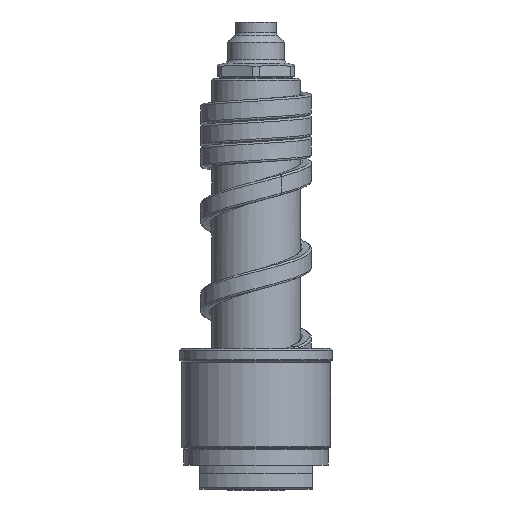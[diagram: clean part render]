
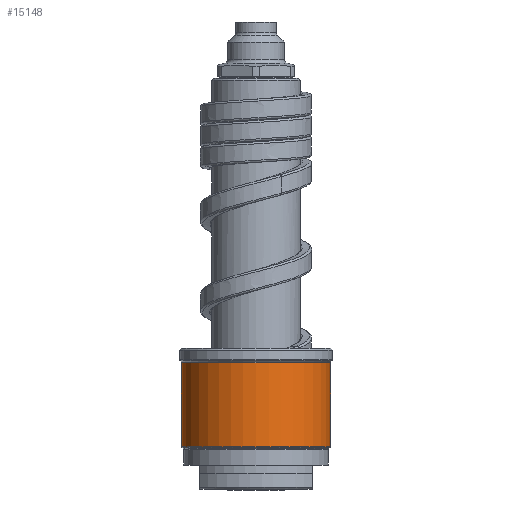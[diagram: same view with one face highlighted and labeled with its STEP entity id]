
A CAD part, front view. The second image highlights one B-rep face of the part: STEP entity #15148.
In plain terms, the highlighted cylindrical face has radius 18.5 mm (diameter 37 mm), a partial arc.
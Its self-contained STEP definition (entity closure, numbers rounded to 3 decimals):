
#5621=CARTESIAN_POINT('',(0.,0.,10.583));
#5622=DIRECTION('',(0.,0.,1.));
#5623=DIRECTION('',(-1.,0.,0.));
#5624=AXIS2_PLACEMENT_3D('',#5621,#5622,#5623);
#5626=DIRECTION('',(0.,0.,-1.));
#5627=VECTOR('',#5626,20.834);
#5628=CARTESIAN_POINT('',(-18.5,0.,31.417));
#5629=LINE('',#5628,#5627);
#5630=CARTESIAN_POINT('',(0.,0.,31.417));
#5631=DIRECTION('',(0.,0.,1.));
#5632=DIRECTION('',(-1.,0.,0.));
#5633=AXIS2_PLACEMENT_3D('',#5630,#5631,#5632);
#5635=DIRECTION('',(0.,0.,-1.));
#5636=VECTOR('',#5635,20.834);
#5637=CARTESIAN_POINT('',(18.5,0.,31.417));
#5638=LINE('',#5637,#5636);
#5963=CARTESIAN_POINT('',(18.5,0.,31.417));
#5964=CARTESIAN_POINT('',(-18.5,0.,31.417));
#5965=VERTEX_POINT('',#5963);
#5966=VERTEX_POINT('',#5964);
#5989=CARTESIAN_POINT('',(18.5,0.,10.583));
#5990=VERTEX_POINT('',#5989);
#5991=CARTESIAN_POINT('',(-18.5,0.,10.583));
#5992=VERTEX_POINT('',#5991);
#15136=CARTESIAN_POINT('',(0.,0.,8.75));
#15137=DIRECTION('',(0.,0.,1.));
#15138=DIRECTION('',(-1.,0.,0.));
#15139=AXIS2_PLACEMENT_3D('',#15136,#15137,#15138);
#15140=CYLINDRICAL_SURFACE('',#15139,18.5);
#15141=ORIENTED_EDGE('',*,*,#13365,.F.);
#15142=ORIENTED_EDGE('',*,*,#13346,.F.);
#15144=ORIENTED_EDGE('',*,*,#15143,.T.);
#15145=ORIENTED_EDGE('',*,*,#13342,.T.);
#15146=EDGE_LOOP('',(#15141,#15142,#15144,#15145));
#15147=FACE_OUTER_BOUND('',#15146,.F.);
#5625=CIRCLE('',#5624,18.5);
#5634=CIRCLE('',#5633,18.5);
#13342=EDGE_CURVE('',#5965,#5990,#5638,.T.);
#13346=EDGE_CURVE('',#5966,#5992,#5629,.T.);
#13365=EDGE_CURVE('',#5992,#5990,#5625,.T.);
#15143=EDGE_CURVE('',#5966,#5965,#5634,.T.);
#15148=ADVANCED_FACE('',(#15147),#15140,.T.);
